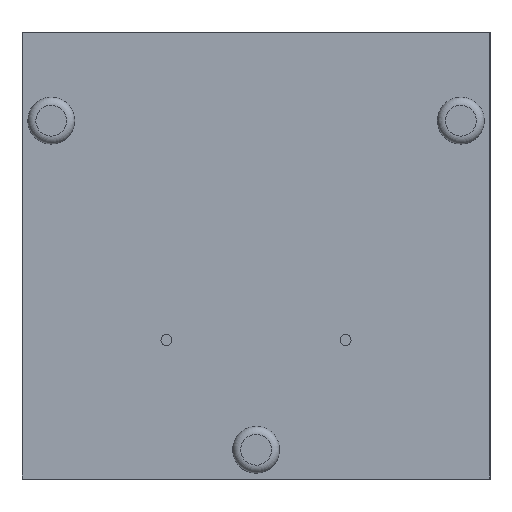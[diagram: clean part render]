
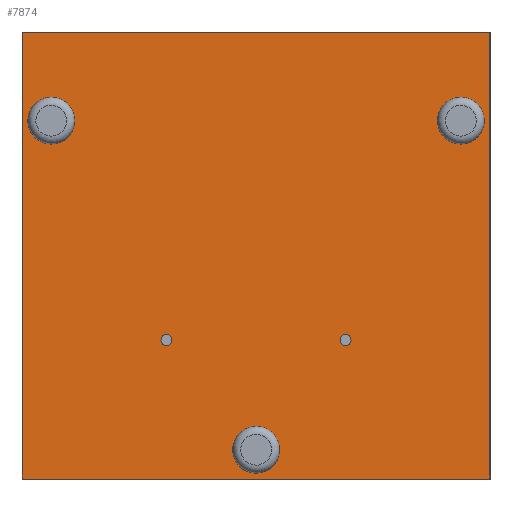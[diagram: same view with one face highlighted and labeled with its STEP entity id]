
A CAD part, top view. The second image highlights one B-rep face of the part: STEP entity #7874.
In plain terms, the highlighted planar face has unit normal (0, 0, 1).
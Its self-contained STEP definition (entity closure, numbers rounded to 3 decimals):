
#7565 = VERTEX_POINT('',#7566);
#7566 = CARTESIAN_POINT('',(0.,0.,1.594));
#7572 = EDGE_CURVE('',#7565,#7573,#7575,.T.);
#7573 = VERTEX_POINT('',#7574);
#7574 = CARTESIAN_POINT('',(64.,0.,1.594));
#7575 = LINE('',#7576,#7577);
#7576 = CARTESIAN_POINT('',(0.,0.,1.594));
#7577 = VECTOR('',#7578,1.);
#7578 = DIRECTION('',(1.,0.,0.));
#7603 = EDGE_CURVE('',#7573,#7604,#7606,.T.);
#7604 = VERTEX_POINT('',#7605);
#7605 = CARTESIAN_POINT('',(64.,61.,1.594));
#7606 = LINE('',#7607,#7608);
#7607 = CARTESIAN_POINT('',(64.,0.,1.594));
#7608 = VECTOR('',#7609,1.);
#7609 = DIRECTION('',(0.,1.,0.));
#7634 = EDGE_CURVE('',#7604,#7635,#7637,.T.);
#7635 = VERTEX_POINT('',#7636);
#7636 = CARTESIAN_POINT('',(0.,61.,1.594));
#7637 = LINE('',#7638,#7639);
#7638 = CARTESIAN_POINT('',(64.,61.,1.594));
#7639 = VECTOR('',#7640,1.);
#7640 = DIRECTION('',(-1.,0.,0.));
#7665 = EDGE_CURVE('',#7635,#7565,#7666,.T.);
#7666 = LINE('',#7667,#7668);
#7667 = CARTESIAN_POINT('',(0.,61.,1.594));
#7668 = VECTOR('',#7669,1.);
#7669 = DIRECTION('',(0.,-1.,0.));
#7696 = VERTEX_POINT('',#7697);
#7697 = CARTESIAN_POINT('',(20.5,19.,1.594));
#7703 = EDGE_CURVE('',#7696,#7696,#7704,.T.);
#7704 = CIRCLE('',#7705,0.75);
#7705 = AXIS2_PLACEMENT_3D('',#7706,#7707,#7708);
#7706 = CARTESIAN_POINT('',(19.75,19.,1.594));
#7707 = DIRECTION('',(0.,0.,1.));
#7708 = DIRECTION('',(1.,0.,0.));
#7729 = VERTEX_POINT('',#7730);
#7730 = CARTESIAN_POINT('',(5.83,49.,1.594));
#7736 = EDGE_CURVE('',#7729,#7729,#7737,.T.);
#7737 = CIRCLE('',#7738,1.83);
#7738 = AXIS2_PLACEMENT_3D('',#7739,#7740,#7741);
#7739 = CARTESIAN_POINT('',(4.,49.,1.594));
#7740 = DIRECTION('',(0.,0.,1.));
#7741 = DIRECTION('',(1.,0.,0.));
#7762 = VERTEX_POINT('',#7763);
#7763 = CARTESIAN_POINT('',(33.83,4.,1.594));
#7769 = EDGE_CURVE('',#7762,#7762,#7770,.T.);
#7770 = CIRCLE('',#7771,1.83);
#7771 = AXIS2_PLACEMENT_3D('',#7772,#7773,#7774);
#7772 = CARTESIAN_POINT('',(32.,4.,1.594));
#7773 = DIRECTION('',(0.,0.,1.));
#7774 = DIRECTION('',(1.,0.,0.));
#7795 = VERTEX_POINT('',#7796);
#7796 = CARTESIAN_POINT('',(45.,19.,1.594));
#7802 = EDGE_CURVE('',#7795,#7795,#7803,.T.);
#7803 = CIRCLE('',#7804,0.75);
#7804 = AXIS2_PLACEMENT_3D('',#7805,#7806,#7807);
#7805 = CARTESIAN_POINT('',(44.25,19.,1.594));
#7806 = DIRECTION('',(0.,0.,1.));
#7807 = DIRECTION('',(1.,0.,0.));
#7828 = VERTEX_POINT('',#7829);
#7829 = CARTESIAN_POINT('',(61.83,49.,1.594));
#7835 = EDGE_CURVE('',#7828,#7828,#7836,.T.);
#7836 = CIRCLE('',#7837,1.83);
#7837 = AXIS2_PLACEMENT_3D('',#7838,#7839,#7840);
#7838 = CARTESIAN_POINT('',(60.,49.,1.594));
#7839 = DIRECTION('',(0.,0.,1.));
#7840 = DIRECTION('',(1.,0.,0.));
#7874 = ADVANCED_FACE('',(#7875,#7881,#7884,#7887,#7890,#7893),#7896,.F.
  );
#7875 = FACE_BOUND('',#7876,.T.);
#7876 = EDGE_LOOP('',(#7877,#7878,#7879,#7880));
#7877 = ORIENTED_EDGE('',*,*,#7572,.T.);
#7878 = ORIENTED_EDGE('',*,*,#7603,.T.);
#7879 = ORIENTED_EDGE('',*,*,#7634,.T.);
#7880 = ORIENTED_EDGE('',*,*,#7665,.T.);
#7881 = FACE_BOUND('',#7882,.F.);
#7882 = EDGE_LOOP('',(#7883));
#7883 = ORIENTED_EDGE('',*,*,#7703,.T.);
#7884 = FACE_BOUND('',#7885,.F.);
#7885 = EDGE_LOOP('',(#7886));
#7886 = ORIENTED_EDGE('',*,*,#7736,.T.);
#7887 = FACE_BOUND('',#7888,.F.);
#7888 = EDGE_LOOP('',(#7889));
#7889 = ORIENTED_EDGE('',*,*,#7769,.T.);
#7890 = FACE_BOUND('',#7891,.F.);
#7891 = EDGE_LOOP('',(#7892));
#7892 = ORIENTED_EDGE('',*,*,#7802,.T.);
#7893 = FACE_BOUND('',#7894,.F.);
#7894 = EDGE_LOOP('',(#7895));
#7895 = ORIENTED_EDGE('',*,*,#7835,.T.);
#7896 = PLANE('',#7897);
#7897 = AXIS2_PLACEMENT_3D('',#7898,#7899,#7900);
#7898 = CARTESIAN_POINT('',(0.,0.,1.594));
#7899 = DIRECTION('',(0.,0.,-1.));
#7900 = DIRECTION('',(-1.,0.,0.));
